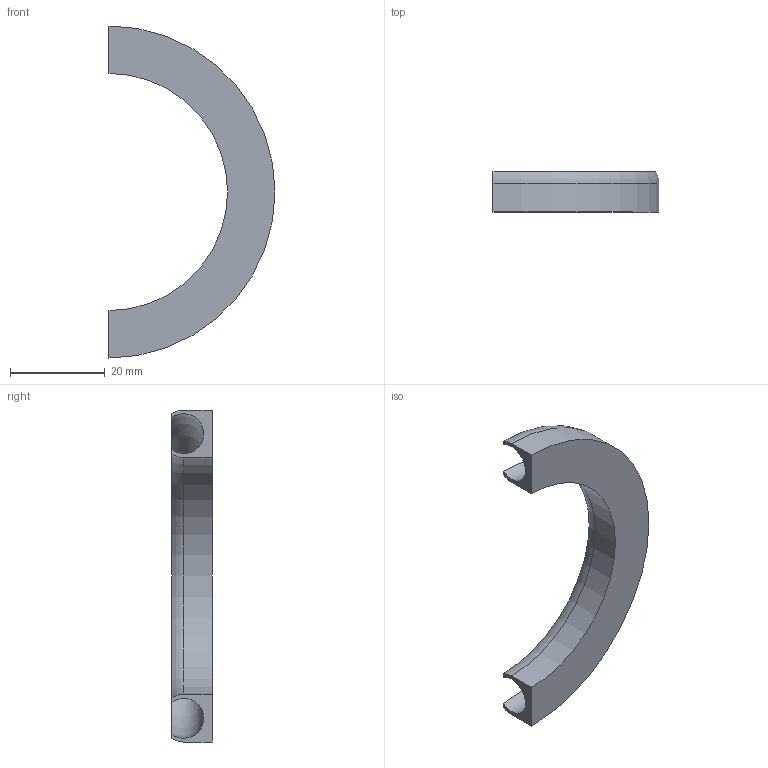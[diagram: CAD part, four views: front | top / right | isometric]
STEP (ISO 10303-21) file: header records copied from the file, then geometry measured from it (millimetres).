
FILE_DESCRIPTION((''),'2;1');
FILE_NAME('SCHLAUCHBOGEN','2025-03-09T18:36:16',('weiss'),(''),'CREO PARAMETRIC BY PTC INC, 2022014','CREO PARAMETRIC BY PTC INC, 2022014','');
FILE_SCHEMA(('CONFIG_CONTROL_DESIGN'));
Length unit declared in the file: millimetre
Products named in the file (1): SCHLAUCHBOGEN
Bounding box: 35 x 8.5 x 70 mm (x, y, z)
Volume: 3442.2 mm3; surface area: 4568.3 mm2
Topology: 1 solids, 1 shells, 10 faces, 24 edges, 16 vertices
Faces by surface type: plane 5, torus 3, cylinder 2
Entity records: 340 total; most frequent: DIRECTION 58, CARTESIAN_POINT 50, ORIENTED_EDGE 48, AXIS2_PLACEMENT_3D 24, EDGE_CURVE 24, VERTEX_POINT 16, CIRCLE 14, VECTOR 10
